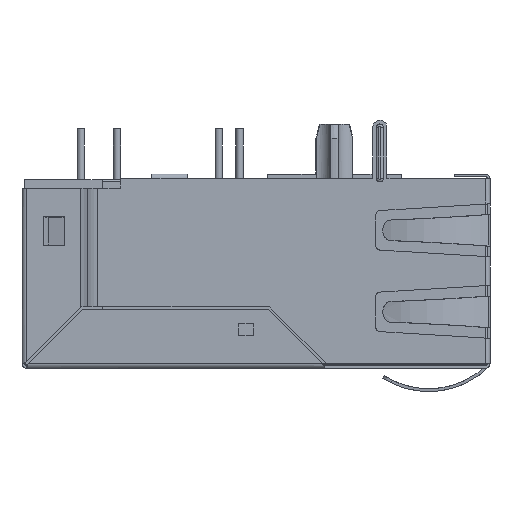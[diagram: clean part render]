
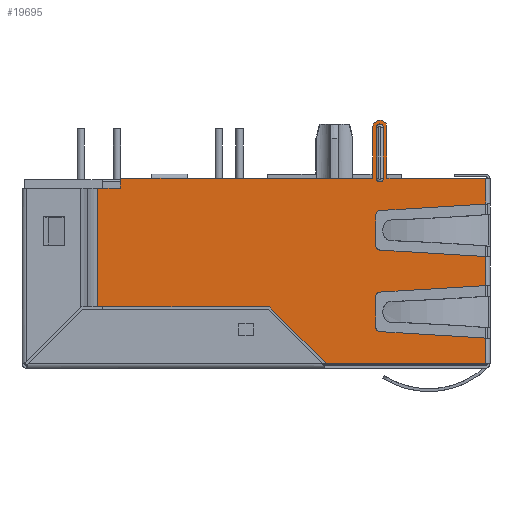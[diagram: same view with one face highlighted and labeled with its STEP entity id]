
A CAD part, left-side view. The second image highlights one B-rep face of the part: STEP entity #19695.
In plain terms, the highlighted planar face has unit normal (-1, 0, 0).
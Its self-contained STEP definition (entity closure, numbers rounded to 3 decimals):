
#765=CIRCLE('',#20713,0.3);
#766=CIRCLE('',#20714,0.3);
#767=CIRCLE('',#20715,0.3);
#768=CIRCLE('',#20716,0.3);
#769=CIRCLE('',#20717,0.5);
#770=CIRCLE('',#20718,0.25);
#771=CIRCLE('',#20719,0.25);
#2568=ORIENTED_EDGE('',*,*,#6205,.T.);
#2569=ORIENTED_EDGE('',*,*,#6206,.T.);
#2570=ORIENTED_EDGE('',*,*,#6207,.T.);
#2571=ORIENTED_EDGE('',*,*,#6208,.T.);
#2572=ORIENTED_EDGE('',*,*,#6209,.T.);
#2573=ORIENTED_EDGE('',*,*,#6210,.T.);
#2574=ORIENTED_EDGE('',*,*,#6211,.T.);
#2575=ORIENTED_EDGE('',*,*,#6212,.T.);
#2576=ORIENTED_EDGE('',*,*,#6213,.T.);
#2577=ORIENTED_EDGE('',*,*,#6214,.T.);
#2578=ORIENTED_EDGE('',*,*,#6215,.T.);
#2579=ORIENTED_EDGE('',*,*,#6216,.T.);
#2580=ORIENTED_EDGE('',*,*,#6217,.T.);
#2581=ORIENTED_EDGE('',*,*,#6218,.F.);
#2582=ORIENTED_EDGE('',*,*,#6219,.F.);
#2583=ORIENTED_EDGE('',*,*,#6220,.F.);
#2584=ORIENTED_EDGE('',*,*,#6221,.T.);
#2585=ORIENTED_EDGE('',*,*,#6222,.T.);
#2586=ORIENTED_EDGE('',*,*,#6223,.T.);
#2587=ORIENTED_EDGE('',*,*,#6224,.F.);
#2588=ORIENTED_EDGE('',*,*,#6225,.F.);
#2589=ORIENTED_EDGE('',*,*,#6226,.T.);
#2590=ORIENTED_EDGE('',*,*,#6227,.T.);
#2591=ORIENTED_EDGE('',*,*,#6228,.T.);
#2592=ORIENTED_EDGE('',*,*,#6229,.T.);
#2593=ORIENTED_EDGE('',*,*,#6230,.T.);
#2594=ORIENTED_EDGE('',*,*,#6231,.T.);
#2595=ORIENTED_EDGE('',*,*,#6232,.T.);
#2596=ORIENTED_EDGE('',*,*,#6233,.T.);
#2597=ORIENTED_EDGE('',*,*,#6234,.T.);
#6205=EDGE_CURVE('',#8093,#8094,#9291,.T.);
#6206=EDGE_CURVE('',#8094,#8095,#765,.F.);
#6207=EDGE_CURVE('',#8095,#8096,#9292,.T.);
#6208=EDGE_CURVE('',#8096,#8097,#766,.F.);
#6209=EDGE_CURVE('',#8097,#8098,#9293,.T.);
#6210=EDGE_CURVE('',#8098,#8099,#9294,.T.);
#6211=EDGE_CURVE('',#8099,#8100,#9295,.T.);
#6212=EDGE_CURVE('',#8100,#8101,#767,.F.);
#6213=EDGE_CURVE('',#8101,#8102,#9296,.T.);
#6214=EDGE_CURVE('',#8102,#8103,#768,.F.);
#6215=EDGE_CURVE('',#8103,#8104,#9297,.T.);
#6216=EDGE_CURVE('',#8104,#8105,#9298,.T.);
#6217=EDGE_CURVE('',#8105,#8106,#9299,.T.);
#6218=EDGE_CURVE('',#8107,#8106,#9300,.T.);
#6219=EDGE_CURVE('',#8108,#8107,#769,.T.);
#6220=EDGE_CURVE('',#8109,#8108,#9301,.T.);
#6221=EDGE_CURVE('',#8109,#8110,#9302,.T.);
#6222=EDGE_CURVE('',#8110,#8111,#9303,.T.);
#6223=EDGE_CURVE('',#8111,#8112,#9304,.T.);
#6224=EDGE_CURVE('',#8113,#8112,#9305,.T.);
#6225=EDGE_CURVE('',#8114,#8113,#9306,.T.);
#6226=EDGE_CURVE('',#8114,#8115,#9307,.T.);
#6227=EDGE_CURVE('',#8115,#8116,#9308,.T.);
#6228=EDGE_CURVE('',#8116,#8117,#9309,.T.);
#6229=EDGE_CURVE('',#8117,#8118,#9310,.T.);
#6230=EDGE_CURVE('',#8118,#8093,#9311,.T.);
#6231=EDGE_CURVE('',#8119,#8120,#770,.F.);
#6232=EDGE_CURVE('',#8120,#8121,#9312,.T.);
#6233=EDGE_CURVE('',#8121,#8122,#771,.F.);
#6234=EDGE_CURVE('',#8122,#8119,#9313,.T.);
#8093=VERTEX_POINT('',#27770);
#8094=VERTEX_POINT('',#27771);
#8095=VERTEX_POINT('',#27773);
#8096=VERTEX_POINT('',#27775);
#8097=VERTEX_POINT('',#27777);
#8098=VERTEX_POINT('',#27779);
#8099=VERTEX_POINT('',#27781);
#8100=VERTEX_POINT('',#27783);
#8101=VERTEX_POINT('',#27785);
#8102=VERTEX_POINT('',#27787);
#8103=VERTEX_POINT('',#27789);
#8104=VERTEX_POINT('',#27791);
#8105=VERTEX_POINT('',#27793);
#8106=VERTEX_POINT('',#27795);
#8107=VERTEX_POINT('',#27797);
#8108=VERTEX_POINT('',#27799);
#8109=VERTEX_POINT('',#27801);
#8110=VERTEX_POINT('',#27803);
#8111=VERTEX_POINT('',#27805);
#8112=VERTEX_POINT('',#27807);
#8113=VERTEX_POINT('',#27809);
#8114=VERTEX_POINT('',#27811);
#8115=VERTEX_POINT('',#27813);
#8116=VERTEX_POINT('',#27815);
#8117=VERTEX_POINT('',#27817);
#8118=VERTEX_POINT('',#27819);
#8119=VERTEX_POINT('',#27822);
#8120=VERTEX_POINT('',#27823);
#8121=VERTEX_POINT('',#27825);
#8122=VERTEX_POINT('',#27827);
#9291=LINE('',#27769,#10574);
#9292=LINE('',#27774,#10575);
#9293=LINE('',#27778,#10576);
#9294=LINE('',#27780,#10577);
#9295=LINE('',#27782,#10578);
#9296=LINE('',#27786,#10579);
#9297=LINE('',#27790,#10580);
#9298=LINE('',#27792,#10581);
#9299=LINE('',#27794,#10582);
#9300=LINE('',#27796,#10583);
#9301=LINE('',#27800,#10584);
#9302=LINE('',#27802,#10585);
#9303=LINE('',#27804,#10586);
#9304=LINE('',#27806,#10587);
#9305=LINE('',#27808,#10588);
#9306=LINE('',#27810,#10589);
#9307=LINE('',#27812,#10590);
#9308=LINE('',#27814,#10591);
#9309=LINE('',#27816,#10592);
#9310=LINE('',#27818,#10593);
#9311=LINE('',#27820,#10594);
#9312=LINE('',#27824,#10595);
#9313=LINE('',#27828,#10596);
#10574=VECTOR('',#22825,1000.);
#10575=VECTOR('',#22828,1000.);
#10576=VECTOR('',#22831,1000.);
#10577=VECTOR('',#22832,1000.);
#10578=VECTOR('',#22833,1000.);
#10579=VECTOR('',#22836,1000.);
#10580=VECTOR('',#22839,1000.);
#10581=VECTOR('',#22840,1000.);
#10582=VECTOR('',#22841,1000.);
#10583=VECTOR('',#22842,1000.);
#10584=VECTOR('',#22845,1000.);
#10585=VECTOR('',#22846,1000.);
#10586=VECTOR('',#22847,1000.);
#10587=VECTOR('',#22848,1000.);
#10588=VECTOR('',#22849,1000.);
#10589=VECTOR('',#22850,1000.);
#10590=VECTOR('',#22851,1000.);
#10591=VECTOR('',#22852,1000.);
#10592=VECTOR('',#22853,1000.);
#10593=VECTOR('',#22854,1000.);
#10594=VECTOR('',#22855,1000.);
#10595=VECTOR('',#22858,1000.);
#10596=VECTOR('',#22861,1000.);
#11696=EDGE_LOOP('',(#2568,#2569,#2570,#2571,#2572,#2573,#2574,#2575,#2576,
#2577,#2578,#2579,#2580,#2581,#2582,#2583,#2584,#2585,#2586,#2587,#2588,
#2589,#2590,#2591,#2592,#2593));
#11697=EDGE_LOOP('',(#2594,#2595,#2596,#2597));
#12617=FACE_BOUND('',#11696,.T.);
#12618=FACE_BOUND('',#11697,.T.);
#13355=PLANE('',#20712);
#19695=ADVANCED_FACE('',(#12617,#12618),#13355,.T.);
#20712=AXIS2_PLACEMENT_3D('',#27768,#22823,#22824);
#20713=AXIS2_PLACEMENT_3D('',#27772,#22826,#22827);
#20714=AXIS2_PLACEMENT_3D('',#27776,#22829,#22830);
#20715=AXIS2_PLACEMENT_3D('',#27784,#22834,#22835);
#20716=AXIS2_PLACEMENT_3D('',#27788,#22837,#22838);
#20717=AXIS2_PLACEMENT_3D('',#27798,#22843,#22844);
#20718=AXIS2_PLACEMENT_3D('',#27821,#22856,#22857);
#20719=AXIS2_PLACEMENT_3D('',#27826,#22859,#22860);
#22823=DIRECTION('',(-1.,0.,0.));
#22824=DIRECTION('',(0.,-1.,0.));
#22825=DIRECTION('',(0.,0.998,0.061));
#22826=DIRECTION('',(-1.,0.,0.));
#22827=DIRECTION('',(0.,-1.,0.));
#22828=DIRECTION('',(0.,0.,1.));
#22829=DIRECTION('',(-1.,0.,0.));
#22830=DIRECTION('',(0.,-1.,0.));
#22831=DIRECTION('',(0.,-0.998,0.061));
#22832=DIRECTION('',(0.,0.,1.));
#22833=DIRECTION('',(0.,0.998,0.061));
#22834=DIRECTION('',(-1.,0.,0.));
#22835=DIRECTION('',(0.,-1.,0.));
#22836=DIRECTION('',(0.,0.,1.));
#22837=DIRECTION('',(-1.,0.,0.));
#22838=DIRECTION('',(0.,-1.,0.));
#22839=DIRECTION('',(0.,-0.998,0.061));
#22840=DIRECTION('',(0.,0.,1.));
#22841=DIRECTION('',(0.,1.,0.));
#22842=DIRECTION('',(0.,0.,-1.));
#22843=DIRECTION('',(1.,0.,0.));
#22844=DIRECTION('',(0.,1.,0.));
#22845=DIRECTION('',(0.,0.,1.));
#22846=DIRECTION('',(0.,1.,0.));
#22847=DIRECTION('',(0.,1.,0.));
#22848=DIRECTION('',(0.,1.,0.));
#22849=DIRECTION('',(0.,0.,1.));
#22850=DIRECTION('',(0.,-1.,0.));
#22851=DIRECTION('',(0.,0.,-1.));
#22852=DIRECTION('',(0.,-1.,0.));
#22853=DIRECTION('',(0.,-0.707,-0.707));
#22854=DIRECTION('',(0.,-1.,0.));
#22855=DIRECTION('',(0.,0.,1.));
#22856=DIRECTION('',(-1.,0.,0.));
#22857=DIRECTION('',(0.,-1.,0.));
#22858=DIRECTION('',(0.,0.,1.));
#22859=DIRECTION('',(-1.,0.,0.));
#22860=DIRECTION('',(0.,-1.,0.));
#22861=DIRECTION('',(0.,0.,-1.));
#27768=CARTESIAN_POINT('',(-8.3,-16.23,-6.5));
#27769=CARTESIAN_POINT('',(-8.3,-16.4,-4.715));
#27770=CARTESIAN_POINT('',(-8.3,-16.1,-4.697));
#27771=CARTESIAN_POINT('',(-8.3,-8.682,-4.243));
#27772=CARTESIAN_POINT('',(-8.3,-8.7,-3.943));
#27773=CARTESIAN_POINT('',(-8.3,-8.4,-3.943));
#27774=CARTESIAN_POINT('',(-8.3,-8.4,-4.226));
#27775=CARTESIAN_POINT('',(-8.3,-8.4,-1.772));
#27776=CARTESIAN_POINT('',(-8.3,-8.7,-1.772));
#27777=CARTESIAN_POINT('',(-8.3,-8.682,-1.472));
#27778=CARTESIAN_POINT('',(-8.3,-8.4,-1.489));
#27779=CARTESIAN_POINT('',(-8.3,-16.1,-1.018));
#27780=CARTESIAN_POINT('',(-8.3,-16.1,-6.5));
#27781=CARTESIAN_POINT('',(-8.3,-16.1,1.018));
#27782=CARTESIAN_POINT('',(-8.3,-16.4,1.));
#27783=CARTESIAN_POINT('',(-8.3,-8.682,1.472));
#27784=CARTESIAN_POINT('',(-8.3,-8.7,1.772));
#27785=CARTESIAN_POINT('',(-8.3,-8.4,1.772));
#27786=CARTESIAN_POINT('',(-8.3,-8.4,1.489));
#27787=CARTESIAN_POINT('',(-8.3,-8.4,3.943));
#27788=CARTESIAN_POINT('',(-8.3,-8.7,3.943));
#27789=CARTESIAN_POINT('',(-8.3,-8.682,4.243));
#27790=CARTESIAN_POINT('',(-8.3,-8.4,4.226));
#27791=CARTESIAN_POINT('',(-8.3,-16.1,4.697));
#27792=CARTESIAN_POINT('',(-8.3,-16.1,-6.5));
#27793=CARTESIAN_POINT('',(-8.3,-16.1,6.5));
#27794=CARTESIAN_POINT('',(-8.3,-16.23,6.5));
#27795=CARTESIAN_POINT('',(-8.3,-9.18,6.5));
#27796=CARTESIAN_POINT('',(-8.3,-9.18,10.06));
#27797=CARTESIAN_POINT('',(-8.3,-9.18,10.06));
#27798=CARTESIAN_POINT('',(-8.3,-8.68,10.06));
#27799=CARTESIAN_POINT('',(-8.3,-8.18,10.06));
#27800=CARTESIAN_POINT('',(-8.3,-8.18,6.5));
#27801=CARTESIAN_POINT('',(-8.3,-8.18,6.5));
#27802=CARTESIAN_POINT('',(-8.3,-16.23,6.5));
#27803=CARTESIAN_POINT('',(-8.3,4.8,6.5));
#27804=CARTESIAN_POINT('',(-8.3,4.8,6.5));
#27805=CARTESIAN_POINT('',(-8.3,7.3,6.5));
#27806=CARTESIAN_POINT('',(-8.3,-16.23,6.5));
#27807=CARTESIAN_POINT('',(-8.3,9.5,6.5));
#27808=CARTESIAN_POINT('',(-8.3,9.5,-6.5));
#27809=CARTESIAN_POINT('',(-8.3,9.5,5.8));
#27810=CARTESIAN_POINT('',(-8.3,-16.23,5.8));
#27811=CARTESIAN_POINT('',(-8.3,11.1,5.8));
#27812=CARTESIAN_POINT('',(-8.3,11.1,6.5));
#27813=CARTESIAN_POINT('',(-8.3,11.1,-2.516));
#27814=CARTESIAN_POINT('',(-8.3,11.1,-2.516));
#27815=CARTESIAN_POINT('',(-8.3,-0.946,-2.516));
#27816=CARTESIAN_POINT('',(-8.3,-0.946,-2.516));
#27817=CARTESIAN_POINT('',(-8.3,-4.93,-6.5));
#27818=CARTESIAN_POINT('',(-8.3,-4.93,-6.5));
#27819=CARTESIAN_POINT('',(-8.3,-16.1,-6.5));
#27820=CARTESIAN_POINT('',(-8.3,-16.1,-6.5));
#27821=CARTESIAN_POINT('',(-8.3,-8.68,6.5));
#27822=CARTESIAN_POINT('',(-8.3,-8.93,6.5));
#27823=CARTESIAN_POINT('',(-8.3,-8.43,6.5));
#27824=CARTESIAN_POINT('',(-8.3,-8.43,-6.5));
#27825=CARTESIAN_POINT('',(-8.3,-8.43,10.06));
#27826=CARTESIAN_POINT('',(-8.3,-8.68,10.06));
#27827=CARTESIAN_POINT('',(-8.3,-8.93,10.06));
#27828=CARTESIAN_POINT('',(-8.3,-8.93,-6.5));
